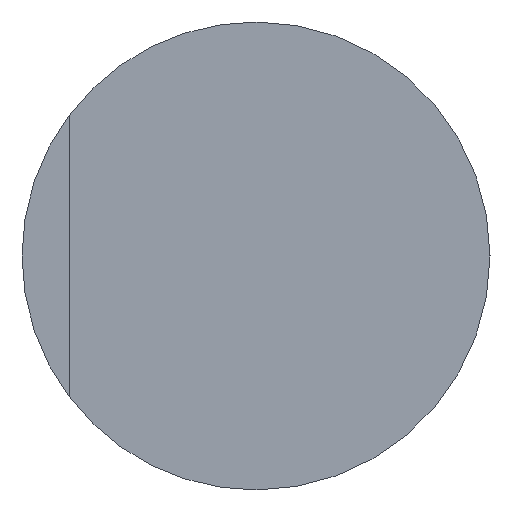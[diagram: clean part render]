
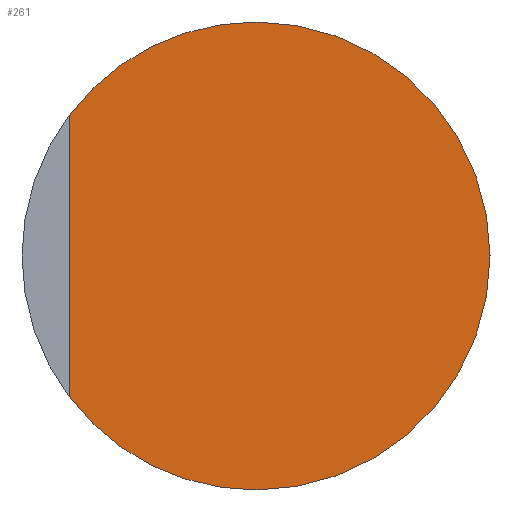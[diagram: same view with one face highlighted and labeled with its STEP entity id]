
A CAD part, left-side view. The second image highlights one B-rep face of the part: STEP entity #261.
In plain terms, the highlighted planar face has unit normal (-1, 0, 0).
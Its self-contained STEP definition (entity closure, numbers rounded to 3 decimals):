
#10 = EDGE_CURVE ( 'NONE', #35, #50, #248, .T. ) ;
#12 = AXIS2_PLACEMENT_3D ( 'NONE', #135, #219, #30 ) ;
#18 = VERTEX_POINT ( 'NONE', #54 ) ;
#29 = EDGE_CURVE ( 'NONE', #18, #35, #126, .T. ) ;
#30 = DIRECTION ( 'NONE',  ( 0., 0., -1. ) ) ;
#35 = VERTEX_POINT ( 'NONE', #112 ) ;
#46 = CARTESIAN_POINT ( 'NONE',  ( 0., 1.198, 0.903 ) ) ;
#50 = VERTEX_POINT ( 'NONE', #56 ) ;
#52 = CARTESIAN_POINT ( 'NONE',  ( 0., 0., 0. ) ) ;
#54 = CARTESIAN_POINT ( 'NONE',  ( 0., 0., 1.5 ) ) ;
#56 = CARTESIAN_POINT ( 'NONE',  ( 0., 1.198, -0.903 ) ) ;
#61 = CARTESIAN_POINT ( 'NONE',  ( 0., 1.198, -0.903 ) ) ;
#78 = ORIENTED_EDGE ( 'NONE', *, *, #157, .F. ) ;
#79 = AXIS2_PLACEMENT_3D ( 'NONE', #82, #167, #252 ) ;
#82 = CARTESIAN_POINT ( 'NONE',  ( 0., 0., 0. ) ) ;
#89 = CARTESIAN_POINT ( 'NONE',  ( 0., 0., 0. ) ) ;
#93 = AXIS2_PLACEMENT_3D ( 'NONE', #89, #173, #257 ) ;
#94 = EDGE_CURVE ( 'NONE', #203, #18, #202, .T. ) ;
#112 = CARTESIAN_POINT ( 'NONE',  ( 0., 0., -1.5 ) ) ;
#118 = EDGE_LOOP ( 'NONE', ( #216, #78, #177, #128 ) ) ;
#126 = CIRCLE ( 'NONE', #12, 1.5 ) ;
#128 = ORIENTED_EDGE ( 'NONE', *, *, #29, .F. ) ;
#133 = DIRECTION ( 'NONE',  ( 1., 0., 0. ) ) ;
#135 = CARTESIAN_POINT ( 'NONE',  ( 0., 0., 0. ) ) ;
#147 = DIRECTION ( 'NONE',  ( 0., 0., 1. ) ) ;
#157 = EDGE_CURVE ( 'NONE', #50, #203, #250, .T. ) ;
#167 = DIRECTION ( 'NONE',  ( 1., 0., 0. ) ) ;
#173 = DIRECTION ( 'NONE',  ( 1., 0., 0. ) ) ;
#177 = ORIENTED_EDGE ( 'NONE', *, *, #10, .F. ) ;
#194 = PLANE ( 'NONE',  #212 ) ;
#202 = CIRCLE ( 'NONE', #79, 1.5 ) ;
#203 = VERTEX_POINT ( 'NONE', #46 ) ;
#212 = AXIS2_PLACEMENT_3D ( 'NONE', #52, #133, #218 ) ;
#216 = ORIENTED_EDGE ( 'NONE', *, *, #94, .F. ) ;
#218 = DIRECTION ( 'NONE',  ( 0., 0., -1. ) ) ;
#219 = DIRECTION ( 'NONE',  ( 1., 0., 0. ) ) ;
#240 = FACE_OUTER_BOUND ( 'NONE', #118, .T. ) ;
#243 = VECTOR ( 'NONE', #147, 1000. ) ;
#248 = CIRCLE ( 'NONE', #93, 1.5 ) ;
#250 = LINE ( 'NONE', #61, #243 ) ;
#252 = DIRECTION ( 'NONE',  ( 0., 0., -1. ) ) ;
#257 = DIRECTION ( 'NONE',  ( 0., 0., -1. ) ) ;
#261 = ADVANCED_FACE ( 'NONE', ( #240 ), #194, .F. ) ;
